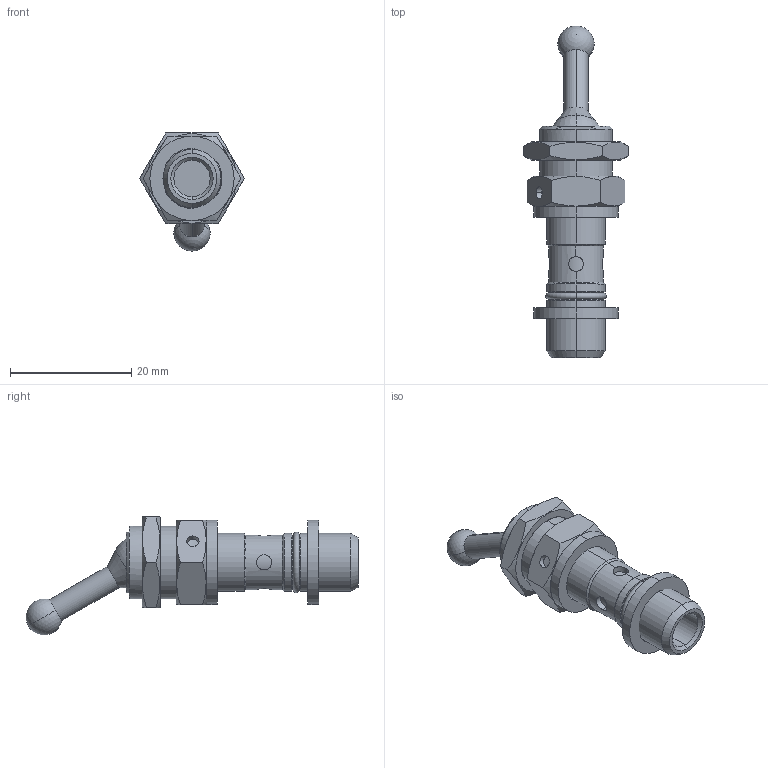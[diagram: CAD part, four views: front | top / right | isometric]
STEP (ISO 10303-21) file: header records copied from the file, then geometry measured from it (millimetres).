
FILE_DESCRIPTION (( 'STEP AP203' ), '1' );
FILE_NAME ('04360001-3.STEP', '2010-09-20T14:58:38', ( '' ), ( 'sopra-pneumatic' ), 'SwSTEP 2.0', 'SolidWorks 2009', '' );
FILE_SCHEMA (( 'CONFIG_CONTROL_DESIGN' ));
Length unit declared in the file: millimetre
Products named in the file (1): 04360001-3
Bounding box: 17.32 x 54.81 x 19.49 mm (x, y, z)
Volume: 4052.2 mm3; surface area: 2742.8 mm2
Topology: 2 solids, 2 shells, 114 faces, 265 edges, 165 vertices
Faces by surface type: cylinder 43, plane 33, cone 28, torus 8, sphere 2
Entity records: 3831 total; most frequent: CARTESIAN_POINT 1242, ORIENTED_EDGE 520, DIRECTION 519, EDGE_CURVE 260, AXIS2_PLACEMENT_3D 213, VERTEX_POINT 162, EDGE_LOOP 128, FACE_OUTER_BOUND 114
